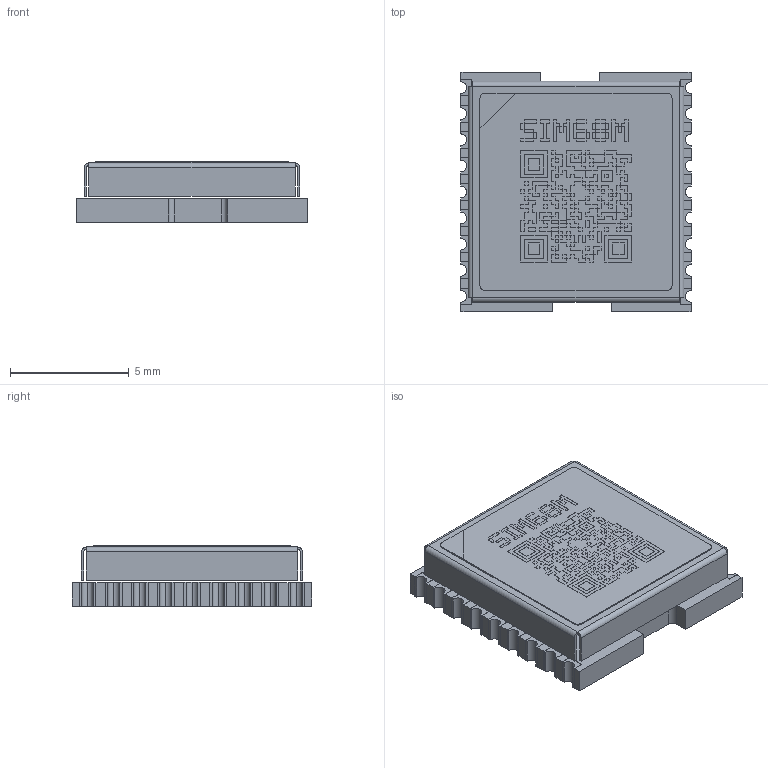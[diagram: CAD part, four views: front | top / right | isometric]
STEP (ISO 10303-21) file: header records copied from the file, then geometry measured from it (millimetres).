
FILE_DESCRIPTION (( 'STEP AP214' ), '1' );
FILE_NAME ('User Library-SIM68M.STEP', '2017-12-07T17:04:00', ( 'Windows User' ), ( '' ), 'SwSTEP 2.0', 'SolidWorks 2017', '' );
FILE_SCHEMA (( 'AUTOMOTIVE_DESIGN' ));
Length unit declared in the file: millimetre
Products named in the file (1): User Library-SIM68M
Bounding box: 9.72 x 10.1 x 2.57 mm (x, y, z)
Volume: 108.2 mm3; surface area: 498.4 mm2
Topology: 2 solids, 2 shells, 1037 faces, 2637 edges, 1646 vertices
Faces by surface type: plane 990, cylinder 47
Entity records: 41731 total; most frequent: CARTESIAN_POINT 5332, ORIENTED_EDGE 5274, DIRECTION 4807, EDGE_CURVE 2637, LINE 2543, VECTOR 2543, VERTEX_POINT 1657, AXIS2_PLACEMENT_3D 1132
